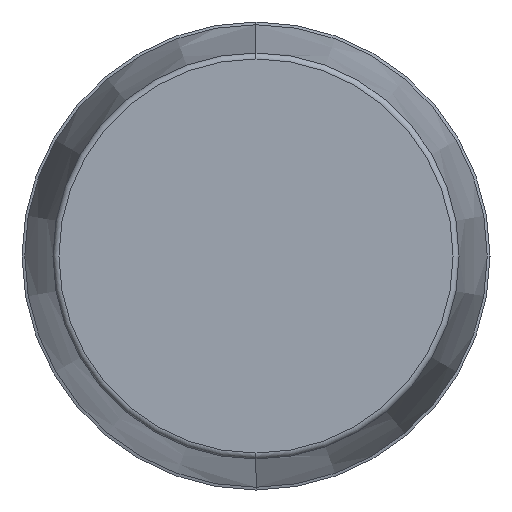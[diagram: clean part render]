
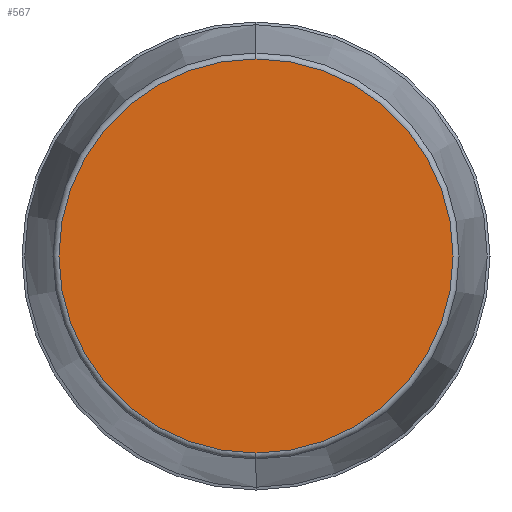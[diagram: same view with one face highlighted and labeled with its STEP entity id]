
A CAD part, left-side view. The second image highlights one B-rep face of the part: STEP entity #567.
In plain terms, the highlighted planar face has unit normal (-1, 0, 0).
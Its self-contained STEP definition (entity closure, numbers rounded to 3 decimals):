
#107 = AXIS2_PLACEMENT_3D ( 'NONE', #3458, #977, #2671 ) ;
#188 = CARTESIAN_POINT ( 'NONE',  ( 0., 0., -65.695 ) ) ;
#567 = ADVANCED_FACE ( 'NONE', ( #3542 ), #1318, .T. ) ;
#734 = ORIENTED_EDGE ( 'NONE', *, *, #3454, .T. ) ;
#755 = VERTEX_POINT ( 'NONE', #2359 ) ;
#977 = DIRECTION ( 'NONE',  ( -1., 0., 0. ) ) ;
#1037 = AXIS2_PLACEMENT_3D ( 'NONE', #2275, #1455, #2062 ) ;
#1043 = DIRECTION ( 'NONE',  ( -1., 0., 0. ) ) ;
#1297 = AXIS2_PLACEMENT_3D ( 'NONE', #2662, #1043, #2975 ) ;
#1318 = PLANE ( 'NONE',  #1297 ) ;
#1455 = DIRECTION ( 'NONE',  ( -1., 0., 0. ) ) ;
#1879 = EDGE_LOOP ( 'NONE', ( #734, #2978 ) ) ;
#1907 = CIRCLE ( 'NONE', #1037, 65.695 ) ;
#2062 = DIRECTION ( 'NONE',  ( 0., 0., 1. ) ) ;
#2275 = CARTESIAN_POINT ( 'NONE',  ( 0., 0., 0. ) ) ;
#2359 = CARTESIAN_POINT ( 'NONE',  ( 0., 0., 65.695 ) ) ;
#2662 = CARTESIAN_POINT ( 'NONE',  ( 0., 0., 0. ) ) ;
#2671 = DIRECTION ( 'NONE',  ( 0., 0., 1. ) ) ;
#2768 = VERTEX_POINT ( 'NONE', #188 ) ;
#2898 = CIRCLE ( 'NONE', #107, 65.695 ) ;
#2975 = DIRECTION ( 'NONE',  ( 0., 0., 1. ) ) ;
#2978 = ORIENTED_EDGE ( 'NONE', *, *, #3381, .T. ) ;
#3381 = EDGE_CURVE ( 'NONE', #2768, #755, #2898, .T. ) ;
#3454 = EDGE_CURVE ( 'NONE', #755, #2768, #1907, .T. ) ;
#3458 = CARTESIAN_POINT ( 'NONE',  ( 0., 0., 0. ) ) ;
#3542 = FACE_OUTER_BOUND ( 'NONE', #1879, .T. ) ;
